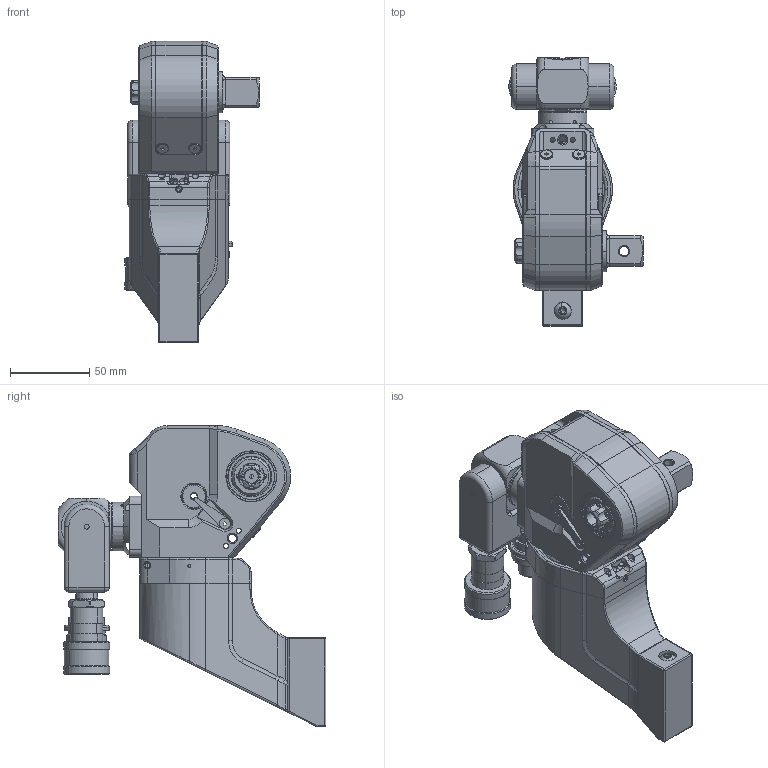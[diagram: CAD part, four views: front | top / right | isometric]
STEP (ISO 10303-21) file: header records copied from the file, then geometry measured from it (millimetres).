
FILE_DESCRIPTION (( 'STEP AP203' ), '1' );
FILE_NAME ('8434241015.STEP', '2023-11-09T17:19:52', ( '' ), ( '' ), 'SwSTEP 2.0', 'SolidWorks 2023', '' );
FILE_SCHEMA (( 'CONFIG_CONTROL_DESIGN' ));
Length unit declared in the file: millimetre
Products named in the file (5): TF01 ToolFit - SqDrive; TF01 ToolFit - RArm; TFS.00001 Toolfit - Twin [Size 1]; TF01 ToolFit - Housing; 8434241015
Assembly tree (4 placements, depth 2):
  8434241015
    TF01 ToolFit - Housing
    TF01 ToolFit - RArm
    TF01 ToolFit - SqDrive
    TFS.00001 Toolfit - Twin [Size 1]
Bounding box: 84.55 x 168.56 x 189.49 mm (x, y, z)
Surface area: 155405 mm2 (no closed solid volume)
Topology: 0 solids, 77 shells, 1307 faces, 4106 edges, 2807 vertices
Faces by surface type: cylinder 496, plane 429, cone 177, torus 138, bspline 51, sphere 16
Entity records: 57190 total; most frequent: CARTESIAN_POINT 21708, DIRECTION 7206, ORIENTED_EDGE 6884, EDGE_CURVE 4075, VERTEX_POINT 2804, AXIS2_PLACEMENT_3D 2749, LINE 1708, VECTOR 1708
